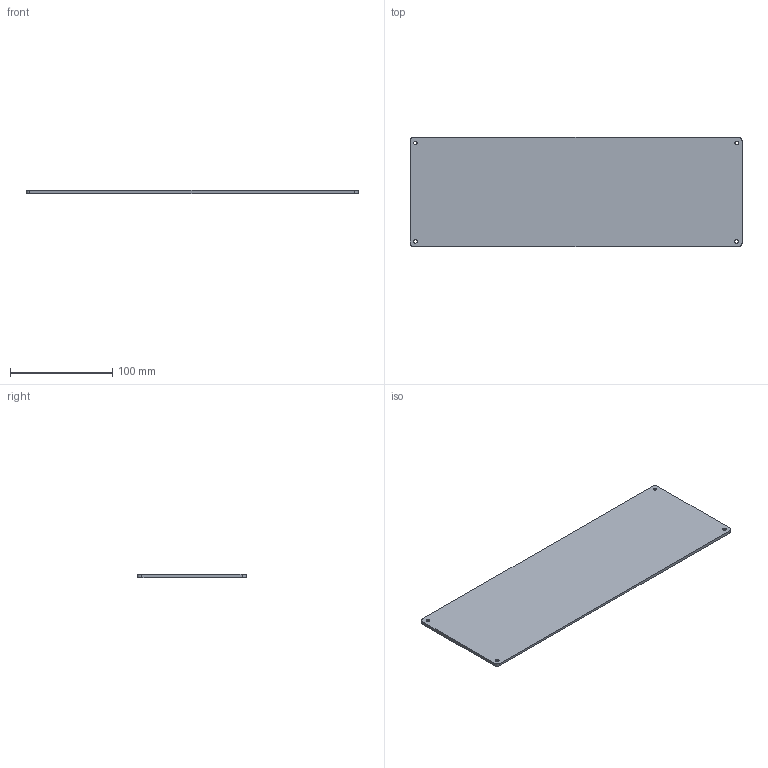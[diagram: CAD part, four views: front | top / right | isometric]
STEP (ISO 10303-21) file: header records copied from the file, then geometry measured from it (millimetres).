
FILE_DESCRIPTION(/* description */ (''),/* implementation_level */ '2;1');
FILE_NAME(/* name */ 'CaseBase.step',/* time_stamp */ '2021-02-27T18:58:19+00:00',/* author */ (''),/* organization */ (''),/* preprocessor_version */ 'ST-DEVELOPER v18.1',/* originating_system */ 'Autodesk Translation Framework v9.7.0.1280',/* authorisation */ '');
FILE_SCHEMA (('AUTOMOTIVE_DESIGN { 1 0 10303 214 3 1 1 }'));
Length unit declared in the file: millimetre
Products named in the file (1): CaseBaseV8
Bounding box: 324.91 x 107.32 x 3.13 mm (x, y, z)
Volume: 105790.8 mm3; surface area: 73053.4 mm2
Topology: 1 solids, 1 shells, 28 faces, 68 edges, 44 vertices
Faces by surface type: plane 12, cylinder 8, cone 4, bspline 4
Full cylindrical faces by diameter (mm): 3.5 x4
Entity records: 997 total; most frequent: CARTESIAN_POINT 297, ORIENTED_EDGE 136, DIRECTION 130, EDGE_CURVE 68, AXIS2_PLACEMENT_3D 45, VERTEX_POINT 44, LINE 40, VECTOR 40
